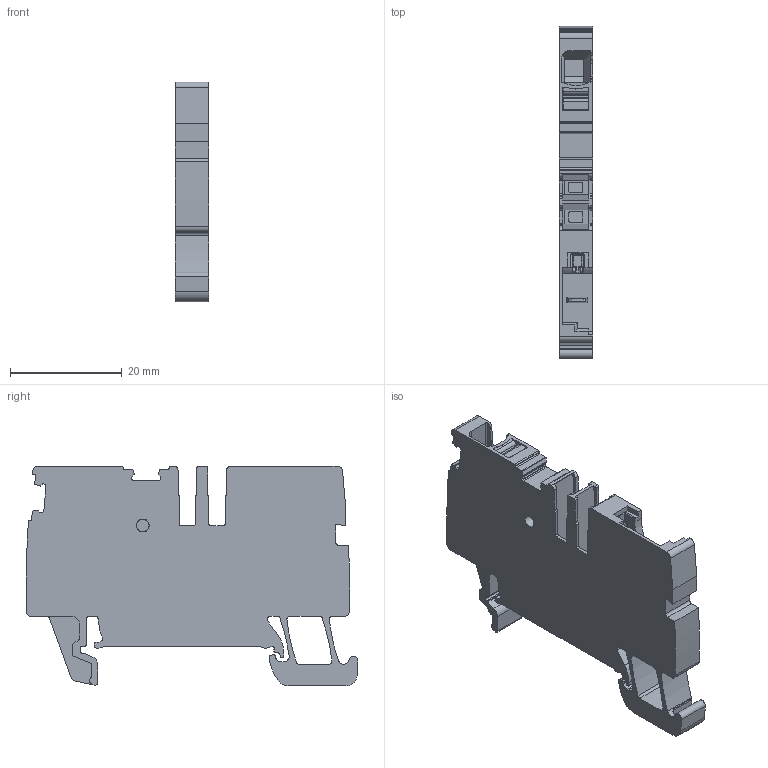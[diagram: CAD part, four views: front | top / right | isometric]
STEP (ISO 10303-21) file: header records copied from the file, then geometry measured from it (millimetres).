
FILE_DESCRIPTION(('CATIA V5R24 STEP','CAx-IF Rec.Pracs.--- Model Styling and Organization---1.2---2011-12-15'),'2;1');
FILE_NAME ('271363-1_1', '2018-08-17T05:34:41+00:00', ('Weidmueller Interface'), ('Weidmueller'), 'CATIA Version 5-6 Release 2014 SP4 HF52', 'CATIA V5 STEP AP214', 'none');
FILE_SCHEMA(('AUTOMOTIVE_DESIGN { 1 0 10303 214 1 1 1 1 }'));
Length unit declared in the file: millimetre
Products named in the file (1): 2540060000
Bounding box: 6.05 x 59.49 x 39.4 mm (x, y, z)
Volume: 8703.8 mm3; surface area: 7451 mm2
Topology: 3 solids, 5 shells, 569 faces, 1601 edges, 1036 vertices
Faces by surface type: plane 281, cylinder 257, torus 13, cone 10, sphere 4, bspline 4
Entity records: 19545 total; most frequent: CARTESIAN_POINT 5317, ORIENTED_EDGE 3186, DIRECTION 2515, EDGE_CURVE 1593, VERTEX_POINT 1036, VECTOR 1020, LINE 1020, AXIS2_PLACEMENT_3D 991
